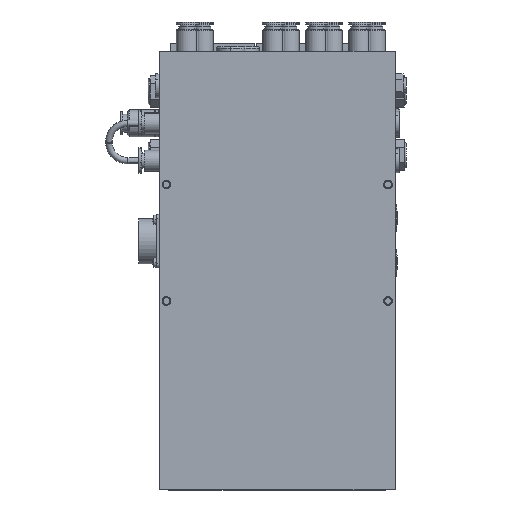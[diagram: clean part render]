
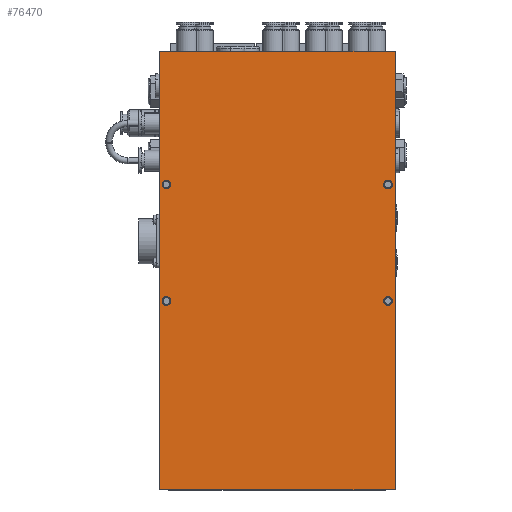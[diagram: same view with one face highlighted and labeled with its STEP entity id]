
A CAD part, top view. The second image highlights one B-rep face of the part: STEP entity #76470.
In plain terms, the highlighted planar face has unit normal (0, 0, 1).
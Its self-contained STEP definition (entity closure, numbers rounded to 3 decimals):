
#149 = DIRECTION ( 'NONE',  ( 0., 0., 1. ) ) ;
#1600 = CARTESIAN_POINT ( 'NONE',  ( 74., -137.5, 49. ) ) ;
#1905 = CARTESIAN_POINT ( 'NONE',  ( -74., 137.5, 49. ) ) ;
#2186 = VERTEX_POINT ( 'NONE', #80239 ) ;
#3163 = VECTOR ( 'NONE', #54268, 1000. ) ;
#3229 = EDGE_CURVE ( 'NONE', #69935, #93178, #95260, .T. ) ;
#3286 = DIRECTION ( 'NONE',  ( 1., 0., 0. ) ) ;
#4570 = DIRECTION ( 'NONE',  ( 0., 0., 1. ) ) ;
#4610 = EDGE_LOOP ( 'NONE', ( #15713, #10731, #49186, #75581 ) ) ;
#5159 = VERTEX_POINT ( 'NONE', #67357 ) ;
#7154 = CARTESIAN_POINT ( 'NONE',  ( 74., 137.5, 49. ) ) ;
#8731 = EDGE_CURVE ( 'NONE', #2186, #80078, #85916, .T. ) ;
#10124 = VERTEX_POINT ( 'NONE', #46197 ) ;
#10731 = ORIENTED_EDGE ( 'NONE', *, *, #36085, .T. ) ;
#12429 = EDGE_CURVE ( 'NONE', #73527, #75773, #85340, .T. ) ;
#12945 = DIRECTION ( 'NONE',  ( 0., 0., -1. ) ) ;
#13877 = EDGE_CURVE ( 'NONE', #80078, #2186, #32945, .T. ) ;
#15713 = ORIENTED_EDGE ( 'NONE', *, *, #12429, .T. ) ;
#16048 = FACE_BOUND ( 'NONE', #76649, .T. ) ;
#16603 = CARTESIAN_POINT ( 'NONE',  ( -69.5, -19., 49. ) ) ;
#17854 = VERTEX_POINT ( 'NONE', #61505 ) ;
#20191 = DIRECTION ( 'NONE',  ( 1., 0., 0. ) ) ;
#20595 = EDGE_CURVE ( 'NONE', #53835, #17854, #79188, .T. ) ;
#21501 = AXIS2_PLACEMENT_3D ( 'NONE', #95724, #49633, #3286 ) ;
#21971 = CARTESIAN_POINT ( 'NONE',  ( -74., 137.5, 49. ) ) ;
#22643 = CARTESIAN_POINT ( 'NONE',  ( 66.75, -19., 49. ) ) ;
#24409 = DIRECTION ( 'NONE',  ( 1., 0., 0. ) ) ;
#24500 = CARTESIAN_POINT ( 'NONE',  ( -72.25, -19., 49. ) ) ;
#26442 = ORIENTED_EDGE ( 'NONE', *, *, #13877, .T. ) ;
#28313 = CARTESIAN_POINT ( 'NONE',  ( -69.5, 54., 49. ) ) ;
#28598 = DIRECTION ( 'NONE',  ( 0., 0., 1. ) ) ;
#28714 = CIRCLE ( 'NONE', #48548, 2.75 ) ;
#31606 = EDGE_CURVE ( 'NONE', #10124, #56385, #64794, .T. ) ;
#32945 = CIRCLE ( 'NONE', #90838, 2.75 ) ;
#33298 = DIRECTION ( 'NONE',  ( 1., 0., 0. ) ) ;
#34120 = PLANE ( 'NONE',  #21501 ) ;
#34678 = AXIS2_PLACEMENT_3D ( 'NONE', #87154, #41064, #94884 ) ;
#36085 = EDGE_CURVE ( 'NONE', #75773, #53835, #73099, .T. ) ;
#36669 = FACE_BOUND ( 'NONE', #53160, .T. ) ;
#39994 = AXIS2_PLACEMENT_3D ( 'NONE', #50917, #4570, #58637 ) ;
#41064 = DIRECTION ( 'NONE',  ( 0., 0., -1. ) ) ;
#42503 = EDGE_LOOP ( 'NONE', ( #68432, #69848 ) ) ;
#43770 = VERTEX_POINT ( 'NONE', #24500 ) ;
#44431 = AXIS2_PLACEMENT_3D ( 'NONE', #74786, #28598, #82507 ) ;
#44913 = ORIENTED_EDGE ( 'NONE', *, *, #61081, .T. ) ;
#46197 = CARTESIAN_POINT ( 'NONE',  ( 72.25, 54., 49. ) ) ;
#46469 = EDGE_CURVE ( 'NONE', #93178, #69935, #28714, .T. ) ;
#46483 = CARTESIAN_POINT ( 'NONE',  ( 69.5, -19., 49. ) ) ;
#48548 = AXIS2_PLACEMENT_3D ( 'NONE', #46483, #149, #54246 ) ;
#49186 = ORIENTED_EDGE ( 'NONE', *, *, #20595, .T. ) ;
#49633 = DIRECTION ( 'NONE',  ( 0., 0., 1. ) ) ;
#50917 = CARTESIAN_POINT ( 'NONE',  ( 69.5, 54., 49. ) ) ;
#53160 = EDGE_LOOP ( 'NONE', ( #80880, #44913 ) ) ;
#53478 = DIRECTION ( 'NONE',  ( 0., 1., 0. ) ) ;
#53835 = VERTEX_POINT ( 'NONE', #1600 ) ;
#54246 = DIRECTION ( 'NONE',  ( 1., 0., 0. ) ) ;
#54268 = DIRECTION ( 'NONE',  ( 0., -1., 0. ) ) ;
#56149 = ORIENTED_EDGE ( 'NONE', *, *, #8731, .T. ) ;
#56385 = VERTEX_POINT ( 'NONE', #61095 ) ;
#57136 = FACE_BOUND ( 'NONE', #42503, .T. ) ;
#58637 = DIRECTION ( 'NONE',  ( 1., 0., 0. ) ) ;
#58692 = VECTOR ( 'NONE', #53478, 1000. ) ;
#59245 = CARTESIAN_POINT ( 'NONE',  ( -69.5, 54., 49. ) ) ;
#61081 = EDGE_CURVE ( 'NONE', #5159, #43770, #77410, .T. ) ;
#61095 = CARTESIAN_POINT ( 'NONE',  ( 66.75, 54., 49. ) ) ;
#61321 = CARTESIAN_POINT ( 'NONE',  ( -74., 137.5, 49. ) ) ;
#61505 = CARTESIAN_POINT ( 'NONE',  ( 74., 137.5, 49. ) ) ;
#61780 = DIRECTION ( 'NONE',  ( 0., 0., 1. ) ) ;
#64794 = CIRCLE ( 'NONE', #39994, 2.75 ) ;
#64926 = DIRECTION ( 'NONE',  ( 0., 0., -1. ) ) ;
#66698 = CARTESIAN_POINT ( 'NONE',  ( -66.75, 54., 49. ) ) ;
#67011 = DIRECTION ( 'NONE',  ( 1., 0., 0. ) ) ;
#67357 = CARTESIAN_POINT ( 'NONE',  ( -66.75, -19., 49. ) ) ;
#68432 = ORIENTED_EDGE ( 'NONE', *, *, #88076, .F. ) ;
#69848 = ORIENTED_EDGE ( 'NONE', *, *, #31606, .F. ) ;
#69935 = VERTEX_POINT ( 'NONE', #22643 ) ;
#70641 = DIRECTION ( 'NONE',  ( 0., 0., -1. ) ) ;
#72146 = DIRECTION ( 'NONE',  ( 1., 0., 0. ) ) ;
#72872 = ORIENTED_EDGE ( 'NONE', *, *, #3229, .F. ) ;
#73099 = LINE ( 'NONE', #79451, #75524 ) ;
#73527 = VERTEX_POINT ( 'NONE', #21971 ) ;
#74786 = CARTESIAN_POINT ( 'NONE',  ( 69.5, 54., 49. ) ) ;
#75250 = FACE_BOUND ( 'NONE', #90910, .T. ) ;
#75524 = VECTOR ( 'NONE', #33298, 1000. ) ;
#75581 = ORIENTED_EDGE ( 'NONE', *, *, #96961, .T. ) ;
#75773 = VERTEX_POINT ( 'NONE', #84837 ) ;
#76470 = ADVANCED_FACE ( 'NONE', ( #36669, #57136, #16048, #95651, #75250 ), #34120, .T. ) ;
#76649 = EDGE_LOOP ( 'NONE', ( #72872, #89401 ) ) ;
#76991 = LINE ( 'NONE', #1905, #94985 ) ;
#77410 = CIRCLE ( 'NONE', #80714, 2.75 ) ;
#79188 = LINE ( 'NONE', #7154, #58692 ) ;
#79451 = CARTESIAN_POINT ( 'NONE',  ( -74., -137.5, 49. ) ) ;
#80078 = VERTEX_POINT ( 'NONE', #66698 ) ;
#80239 = CARTESIAN_POINT ( 'NONE',  ( -72.25, 54., 49. ) ) ;
#80412 = EDGE_CURVE ( 'NONE', #43770, #5159, #93738, .T. ) ;
#80714 = AXIS2_PLACEMENT_3D ( 'NONE', #16603, #70641, #24409 ) ;
#80880 = ORIENTED_EDGE ( 'NONE', *, *, #80412, .T. ) ;
#82507 = DIRECTION ( 'NONE',  ( 1., 0., 0. ) ) ;
#83176 = AXIS2_PLACEMENT_3D ( 'NONE', #28313, #64926, #72146 ) ;
#83722 = CARTESIAN_POINT ( 'NONE',  ( 69.5, -19., 49. ) ) ;
#84837 = CARTESIAN_POINT ( 'NONE',  ( -74., -137.5, 49. ) ) ;
#85340 = LINE ( 'NONE', #61321, #3163 ) ;
#85916 = CIRCLE ( 'NONE', #83176, 2.75 ) ;
#86635 = DIRECTION ( 'NONE',  ( -1., 0., 0. ) ) ;
#87154 = CARTESIAN_POINT ( 'NONE',  ( -69.5, -19., 49. ) ) ;
#88076 = EDGE_CURVE ( 'NONE', #56385, #10124, #93036, .T. ) ;
#89401 = ORIENTED_EDGE ( 'NONE', *, *, #46469, .F. ) ;
#90838 = AXIS2_PLACEMENT_3D ( 'NONE', #59245, #12945, #67011 ) ;
#90910 = EDGE_LOOP ( 'NONE', ( #56149, #26442 ) ) ;
#91248 = AXIS2_PLACEMENT_3D ( 'NONE', #83722, #61780, #20191 ) ;
#93036 = CIRCLE ( 'NONE', #44431, 2.75 ) ;
#93178 = VERTEX_POINT ( 'NONE', #96647 ) ;
#93738 = CIRCLE ( 'NONE', #34678, 2.75 ) ;
#94884 = DIRECTION ( 'NONE',  ( 1., 0., 0. ) ) ;
#94985 = VECTOR ( 'NONE', #86635, 1000. ) ;
#95260 = CIRCLE ( 'NONE', #91248, 2.75 ) ;
#95651 = FACE_OUTER_BOUND ( 'NONE', #4610, .T. ) ;
#95724 = CARTESIAN_POINT ( 'NONE',  ( -74., -137.5, 49. ) ) ;
#96647 = CARTESIAN_POINT ( 'NONE',  ( 72.25, -19., 49. ) ) ;
#96961 = EDGE_CURVE ( 'NONE', #17854, #73527, #76991, .T. ) ;
